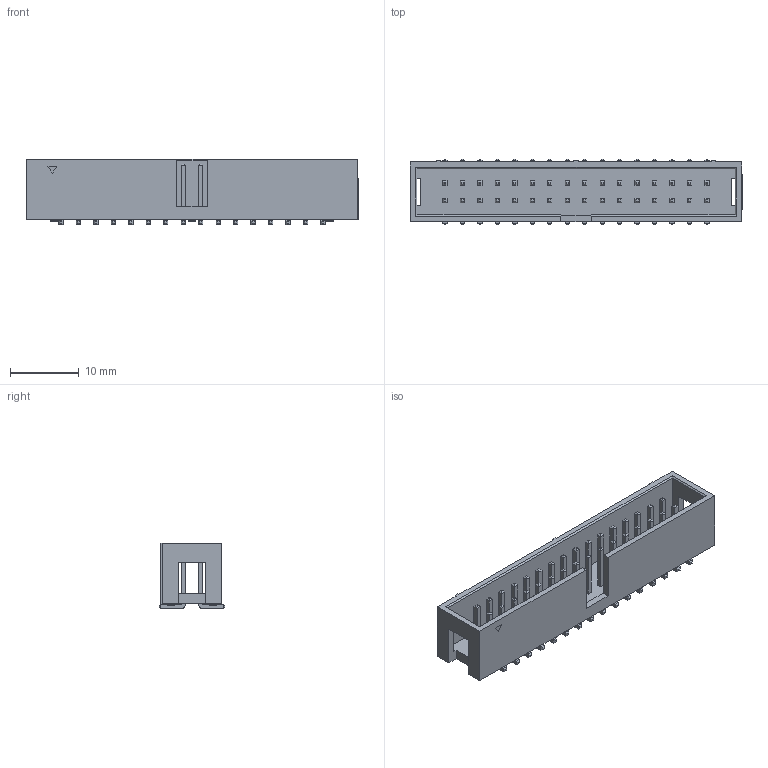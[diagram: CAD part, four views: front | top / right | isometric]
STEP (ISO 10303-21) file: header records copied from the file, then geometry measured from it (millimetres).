
FILE_DESCRIPTION (( 'STEP AP214' ), '1' );
FILE_NAME ('IDC-SMD_BH-00143.step', '2021-08-17T07:55:36', ( '' ), ( '' ), 'SwSTEP 2.0', 'SolidWorks 2020', '' );
FILE_SCHEMA (( 'AUTOMOTIVE_DESIGN' ));
Length unit declared in the file: millimetre
Products named in the file (1): IDC-SMD_BH-00143
Bounding box: 48.24 x 9.5 x 9.5 mm (x, y, z)
Volume: 1481.3 mm3; surface area: 3337.8 mm2
Topology: 1 solids, 1 shells, 836 faces, 2008 edges, 1248 vertices
Faces by surface type: plane 734, cylinder 76, bspline 14, torus 12
Entity records: 33510 total; most frequent: CARTESIAN_POINT 4891, ORIENTED_EDGE 4016, DIRECTION 3802, EDGE_CURVE 2008, LINE 1804, VECTOR 1804, VERTEX_POINT 1248, AXIS2_PLACEMENT_3D 999
